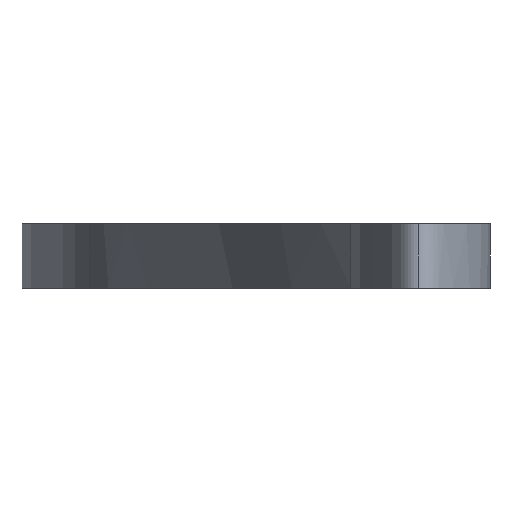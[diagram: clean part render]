
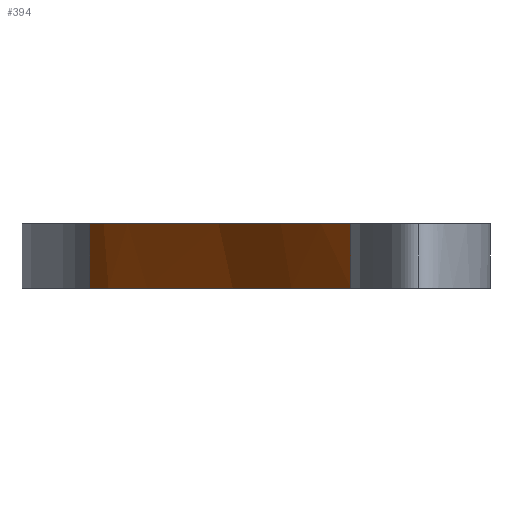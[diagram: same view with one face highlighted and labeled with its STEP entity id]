
A CAD part, left-side view. The second image highlights one B-rep face of the part: STEP entity #394.
In plain terms, the highlighted free-form (B-spline) face has degree [5, 1] with [15, 2] control points.
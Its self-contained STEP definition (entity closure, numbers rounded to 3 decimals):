
#31=(
BOUNDED_CURVE()
B_SPLINE_CURVE(5,(#771,#772,#773,#774,#775,#776,#777,#778,#779,#780,#781,
#782,#783,#784,#785),.UNSPECIFIED.,.F.,.F.)
B_SPLINE_CURVE_WITH_KNOTS((6,1,1,1,1,1,1,1,1,1,6),(0.,0.1,0.2,0.3,0.4,0.5,
0.6,0.7,0.8,0.9,1.),.UNSPECIFIED.)
CURVE()
GEOMETRIC_REPRESENTATION_ITEM()
RATIONAL_B_SPLINE_CURVE((1.,1.,1.,1.,1.,1.,1.,1.,1.,1.,1.,1.,1.,1.,1.))
REPRESENTATION_ITEM('')
);
#32=(
BOUNDED_CURVE()
B_SPLINE_CURVE(5,(#787,#788,#789,#790,#791,#792,#793,#794,#795,#796,#797,
#798,#799,#800,#801),.UNSPECIFIED.,.F.,.F.)
B_SPLINE_CURVE_WITH_KNOTS((6,1,1,1,1,1,1,1,1,1,6),(-1.,-0.9,-0.8,-0.7,-0.6,
-0.5,-0.4,-0.3,-0.2,-0.1,0.),.UNSPECIFIED.)
CURVE()
GEOMETRIC_REPRESENTATION_ITEM()
RATIONAL_B_SPLINE_CURVE((1.,1.,1.,1.,1.,1.,1.,1.,1.,1.,1.,1.,1.,1.,1.))
REPRESENTATION_ITEM('')
);
#39=(
BOUNDED_SURFACE()
B_SPLINE_SURFACE(5,1,((#740,#741),(#742,#743),(#744,#745),(#746,#747),(#748,
#749),(#750,#751),(#752,#753),(#754,#755),(#756,#757),(#758,#759),(#760,
#761),(#762,#763),(#764,#765),(#766,#767),(#768,#769)),.UNSPECIFIED.,.F.,
 .F.,.F.)
B_SPLINE_SURFACE_WITH_KNOTS((6,1,1,1,1,1,1,1,1,1,6),(2,2),(-1.,-0.9,-0.8,
-0.7,-0.6,-0.5,-0.4,-0.3,-0.2,-0.1,0.),(0.,0.5),.UNSPECIFIED.)
GEOMETRIC_REPRESENTATION_ITEM()
RATIONAL_B_SPLINE_SURFACE(((1.,1.),(1.,1.),(1.,1.),(1.,1.),(1.,1.),(1.,
1.),(1.,1.),(1.,1.),(1.,1.),(1.,1.),(1.,1.),(1.,1.),(1.,1.),(1.,1.),(1.,
1.)))
REPRESENTATION_ITEM('')
SURFACE()
);
#81=FACE_OUTER_BOUND('',#101,.T.);
#101=EDGE_LOOP('',(#324,#325,#326,#327));
#143=LINE('',#739,#171);
#144=LINE('',#802,#172);
#171=VECTOR('',#529,10.);
#172=VECTOR('',#530,10.);
#204=VERTEX_POINT('',#709);
#205=VERTEX_POINT('',#724);
#206=VERTEX_POINT('',#770);
#207=VERTEX_POINT('',#786);
#255=EDGE_CURVE('',#204,#205,#143,.T.);
#256=EDGE_CURVE('',#204,#206,#31,.T.);
#257=EDGE_CURVE('',#207,#205,#32,.T.);
#258=EDGE_CURVE('',#206,#207,#144,.T.);
#324=ORIENTED_EDGE('',*,*,#256,.F.);
#325=ORIENTED_EDGE('',*,*,#255,.T.);
#326=ORIENTED_EDGE('',*,*,#257,.F.);
#327=ORIENTED_EDGE('',*,*,#258,.F.);
#394=ADVANCED_FACE('',(#81),#39,.T.);
#529=DIRECTION('',(0.,0.,1.));
#530=DIRECTION('',(0.,0.,1.));
#709=CARTESIAN_POINT('',(9.806,10.3,0.));
#724=CARTESIAN_POINT('',(9.806,10.3,5.));
#739=CARTESIAN_POINT('',(9.806,10.3,0.));
#740=CARTESIAN_POINT('Ctrl Pts',(51.89,30.567,0.));
#741=CARTESIAN_POINT('Ctrl Pts',(51.89,30.567,5.));
#742=CARTESIAN_POINT('Ctrl Pts',(51.461,30.394,0.));
#743=CARTESIAN_POINT('Ctrl Pts',(51.461,30.394,5.));
#744=CARTESIAN_POINT('Ctrl Pts',(50.529,29.967,0.));
#745=CARTESIAN_POINT('Ctrl Pts',(50.529,29.967,5.));
#746=CARTESIAN_POINT('Ctrl Pts',(48.908,29.076,0.));
#747=CARTESIAN_POINT('Ctrl Pts',(48.908,29.076,5.));
#748=CARTESIAN_POINT('Ctrl Pts',(46.318,27.436,0.));
#749=CARTESIAN_POINT('Ctrl Pts',(46.318,27.436,5.));
#750=CARTESIAN_POINT('Ctrl Pts',(42.453,24.877,0.));
#751=CARTESIAN_POINT('Ctrl Pts',(42.453,24.877,5.));
#752=CARTESIAN_POINT('Ctrl Pts',(38.078,22.105,0.));
#753=CARTESIAN_POINT('Ctrl Pts',(38.078,22.105,5.));
#754=CARTESIAN_POINT('Ctrl Pts',(33.331,19.405,0.));
#755=CARTESIAN_POINT('Ctrl Pts',(33.331,19.405,5.));
#756=CARTESIAN_POINT('Ctrl Pts',(28.369,16.961,0.));
#757=CARTESIAN_POINT('Ctrl Pts',(28.369,16.961,5.));
#758=CARTESIAN_POINT('Ctrl Pts',(23.367,14.838,0.));
#759=CARTESIAN_POINT('Ctrl Pts',(23.367,14.838,5.));
#760=CARTESIAN_POINT('Ctrl Pts',(18.494,13.036,0.));
#761=CARTESIAN_POINT('Ctrl Pts',(18.494,13.036,5.));
#762=CARTESIAN_POINT('Ctrl Pts',(14.82,11.822,0.));
#763=CARTESIAN_POINT('Ctrl Pts',(14.82,11.822,5.));
#764=CARTESIAN_POINT('Ctrl Pts',(12.239,11.021,0.));
#765=CARTESIAN_POINT('Ctrl Pts',(12.239,11.021,5.));
#766=CARTESIAN_POINT('Ctrl Pts',(10.603,10.532,0.));
#767=CARTESIAN_POINT('Ctrl Pts',(10.603,10.532,5.));
#768=CARTESIAN_POINT('Ctrl Pts',(9.806,10.3,0.));
#769=CARTESIAN_POINT('Ctrl Pts',(9.806,10.3,5.));
#770=CARTESIAN_POINT('',(51.89,30.567,0.));
#771=CARTESIAN_POINT('Ctrl Pts',(9.806,10.3,0.));
#772=CARTESIAN_POINT('Ctrl Pts',(10.603,10.532,0.));
#773=CARTESIAN_POINT('Ctrl Pts',(12.239,11.021,0.));
#774=CARTESIAN_POINT('Ctrl Pts',(14.82,11.822,0.));
#775=CARTESIAN_POINT('Ctrl Pts',(18.494,13.036,0.));
#776=CARTESIAN_POINT('Ctrl Pts',(23.367,14.838,0.));
#777=CARTESIAN_POINT('Ctrl Pts',(28.369,16.961,0.));
#778=CARTESIAN_POINT('Ctrl Pts',(33.331,19.405,0.));
#779=CARTESIAN_POINT('Ctrl Pts',(38.078,22.105,0.));
#780=CARTESIAN_POINT('Ctrl Pts',(42.453,24.877,0.));
#781=CARTESIAN_POINT('Ctrl Pts',(46.318,27.436,0.));
#782=CARTESIAN_POINT('Ctrl Pts',(48.908,29.076,0.));
#783=CARTESIAN_POINT('Ctrl Pts',(50.529,29.967,0.));
#784=CARTESIAN_POINT('Ctrl Pts',(51.461,30.394,0.));
#785=CARTESIAN_POINT('Ctrl Pts',(51.89,30.567,0.));
#786=CARTESIAN_POINT('',(51.89,30.567,5.));
#787=CARTESIAN_POINT('Ctrl Pts',(51.89,30.567,5.));
#788=CARTESIAN_POINT('Ctrl Pts',(51.461,30.394,5.));
#789=CARTESIAN_POINT('Ctrl Pts',(50.529,29.967,5.));
#790=CARTESIAN_POINT('Ctrl Pts',(48.908,29.076,5.));
#791=CARTESIAN_POINT('Ctrl Pts',(46.318,27.436,5.));
#792=CARTESIAN_POINT('Ctrl Pts',(42.453,24.877,5.));
#793=CARTESIAN_POINT('Ctrl Pts',(38.078,22.105,5.));
#794=CARTESIAN_POINT('Ctrl Pts',(33.331,19.405,5.));
#795=CARTESIAN_POINT('Ctrl Pts',(28.369,16.961,5.));
#796=CARTESIAN_POINT('Ctrl Pts',(23.367,14.838,5.));
#797=CARTESIAN_POINT('Ctrl Pts',(18.494,13.036,5.));
#798=CARTESIAN_POINT('Ctrl Pts',(14.82,11.822,5.));
#799=CARTESIAN_POINT('Ctrl Pts',(12.239,11.021,5.));
#800=CARTESIAN_POINT('Ctrl Pts',(10.603,10.532,5.));
#801=CARTESIAN_POINT('Ctrl Pts',(9.806,10.3,5.));
#802=CARTESIAN_POINT('',(51.89,30.567,0.));
